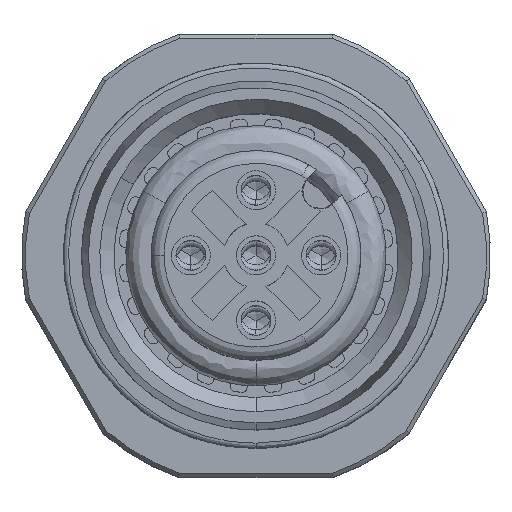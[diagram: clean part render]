
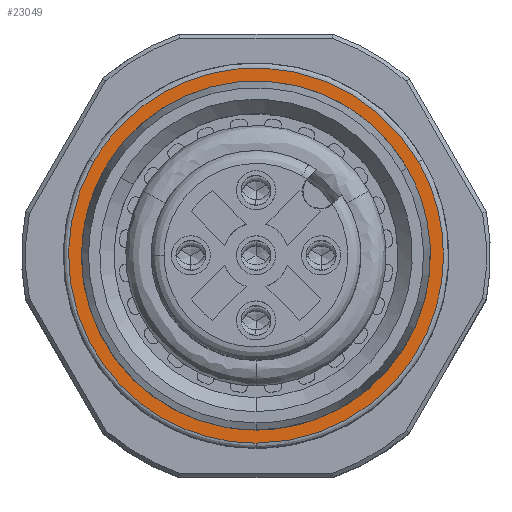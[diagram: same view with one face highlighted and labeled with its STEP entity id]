
A CAD part, top view. The second image highlights one B-rep face of the part: STEP entity #23049.
In plain terms, the highlighted planar face has unit normal (0, 0, 1).
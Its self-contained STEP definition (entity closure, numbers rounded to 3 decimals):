
#22980=AXIS2_PLACEMENT_3D('Plane Axis2P3D',#22977,#22978,#22979) ;
#22829=CARTESIAN_POINT('Vertex',(2.765,12.1,34.55)) ;
#22836=CARTESIAN_POINT('Vertex',(9.,1.3,34.55)) ;
#22840=CARTESIAN_POINT('Control Point',(2.765,12.1,34.55)) ;
#22841=CARTESIAN_POINT('Control Point',(-3.471,1.3,34.55)) ;
#22842=CARTESIAN_POINT('Control Point',(9.,1.3,34.55)) ;
#22862=CARTESIAN_POINT('Control Point',(15.235,12.1,34.55)) ;
#22863=CARTESIAN_POINT('Control Point',(9.,22.9,34.55)) ;
#22864=CARTESIAN_POINT('Control Point',(2.765,12.1,34.55)) ;
#22865=CARTESIAN_POINT('Vertex',(15.235,12.1,34.55)) ;
#22891=CARTESIAN_POINT('Control Point',(9.,1.3,34.55)) ;
#22892=CARTESIAN_POINT('Control Point',(21.471,1.3,34.55)) ;
#22893=CARTESIAN_POINT('Control Point',(15.235,12.1,34.55)) ;
#22977=CARTESIAN_POINT('Axis2P3D Location',(16.92,16.42,34.55)) ;
#22988=CARTESIAN_POINT('Control Point',(9.,1.8,34.55)) ;
#22989=CARTESIAN_POINT('Control Point',(8.324,1.8,34.55)) ;
#22990=CARTESIAN_POINT('Control Point',(7.608,1.885,34.55)) ;
#22991=CARTESIAN_POINT('Control Point',(6.871,2.076,34.55)) ;
#22992=CARTESIAN_POINT('Control Point',(5.368,2.718,34.55)) ;
#22993=CARTESIAN_POINT('Control Point',(4.058,3.845,34.55)) ;
#22994=CARTESIAN_POINT('Control Point',(3.477,4.547,34.55)) ;
#22995=CARTESIAN_POINT('Control Point',(2.561,6.156,34.55)) ;
#22996=CARTESIAN_POINT('Control Point',(2.229,7.943,34.55)) ;
#22997=CARTESIAN_POINT('Control Point',(2.224,8.848,34.55)) ;
#22998=CARTESIAN_POINT('Control Point',(2.41,10.029,34.55)) ;
#22999=CARTESIAN_POINT('Control Point',(2.799,11.065,34.55)) ;
#23000=CARTESIAN_POINT('Control Point',(2.921,11.341,34.55)) ;
#23001=CARTESIAN_POINT('Control Point',(3.055,11.602,34.55)) ;
#23002=CARTESIAN_POINT('Control Point',(3.198,11.85,34.55)) ;
#23003=CARTESIAN_POINT('Vertex',(9.,1.8,34.55)) ;
#23005=CARTESIAN_POINT('Vertex',(3.198,11.85,34.55)) ;
#23009=CARTESIAN_POINT('Control Point',(3.198,11.85,34.55)) ;
#23010=CARTESIAN_POINT('Control Point',(3.536,12.436,34.55)) ;
#23011=CARTESIAN_POINT('Control Point',(3.967,13.013,34.55)) ;
#23012=CARTESIAN_POINT('Control Point',(4.501,13.556,34.55)) ;
#23013=CARTESIAN_POINT('Control Point',(5.808,14.537,34.55)) ;
#23014=CARTESIAN_POINT('Control Point',(7.439,15.107,34.55)) ;
#23015=CARTESIAN_POINT('Control Point',(8.338,15.26,34.55)) ;
#23016=CARTESIAN_POINT('Control Point',(10.19,15.249,34.55)) ;
#23017=CARTESIAN_POINT('Control Point',(11.903,14.642,34.55)) ;
#23018=CARTESIAN_POINT('Control Point',(12.689,14.194,34.55)) ;
#23019=CARTESIAN_POINT('Control Point',(13.619,13.442,34.55)) ;
#23020=CARTESIAN_POINT('Control Point',(14.322,12.587,34.55)) ;
#23021=CARTESIAN_POINT('Control Point',(14.5,12.344,34.55)) ;
#23022=CARTESIAN_POINT('Control Point',(14.659,12.098,34.55)) ;
#23023=CARTESIAN_POINT('Control Point',(14.802,11.85,34.55)) ;
#23024=CARTESIAN_POINT('Vertex',(14.802,11.85,34.55)) ;
#23028=CARTESIAN_POINT('Control Point',(14.802,11.85,34.55)) ;
#23029=CARTESIAN_POINT('Control Point',(15.141,11.264,34.55)) ;
#23030=CARTESIAN_POINT('Control Point',(15.424,10.602,34.55)) ;
#23031=CARTESIAN_POINT('Control Point',(15.628,9.868,34.55)) ;
#23032=CARTESIAN_POINT('Control Point',(15.824,8.246,34.55)) ;
#23033=CARTESIAN_POINT('Control Point',(15.502,6.548,34.55)) ;
#23034=CARTESIAN_POINT('Control Point',(15.185,5.693,34.55)) ;
#23035=CARTESIAN_POINT('Control Point',(14.25,4.095,34.55)) ;
#23036=CARTESIAN_POINT('Control Point',(12.867,2.915,34.55)) ;
#23037=CARTESIAN_POINT('Control Point',(12.087,2.458,34.55)) ;
#23038=CARTESIAN_POINT('Control Point',(10.971,2.028,34.55)) ;
#23039=CARTESIAN_POINT('Control Point',(9.879,1.847,34.55)) ;
#23040=CARTESIAN_POINT('Control Point',(9.579,1.815,34.55)) ;
#23041=CARTESIAN_POINT('Control Point',(9.286,1.8,34.55)) ;
#23042=CARTESIAN_POINT('Control Point',(9.,1.8,34.55)) ;
#22978=DIRECTION('Axis2P3D Direction',(0.,0.,1.)) ;
#22979=DIRECTION('Axis2P3D XDirection',(-1.,0.,0.)) ;
#22983=ORIENTED_EDGE('',*,*,#22894,.T.) ;
#22984=ORIENTED_EDGE('',*,*,#22867,.T.) ;
#22985=ORIENTED_EDGE('',*,*,#22843,.T.) ;
#23045=ORIENTED_EDGE('',*,*,#23007,.T.) ;
#23046=ORIENTED_EDGE('',*,*,#23026,.T.) ;
#23047=ORIENTED_EDGE('',*,*,#23043,.T.) ;
#23048=FACE_BOUND('',#23044,.T.) ;
#23049=ADVANCED_FACE('Hauptk\X2\00F6\X0\rper',(#22986,#23048),#22981,.T.) ;
#22987=B_SPLINE_CURVE_WITH_KNOTS('',5,(#22988,#22989,#22990,#22991,#22992,#22993,#22994,#22995,#22996,#22997,#22998,#22999,#23000,#23001,#23002),.UNSPECIFIED.,.F.,.U.,(6,3,3,3,6),(0.,7.561,15.617,23.951,27.149),.UNSPECIFIED.) ;
#23008=B_SPLINE_CURVE_WITH_KNOTS('',5,(#23009,#23010,#23011,#23012,#23013,#23014,#23015,#23016,#23017,#23018,#23019,#23020,#23021,#23022,#23023),.UNSPECIFIED.,.F.,.U.,(6,3,3,3,6),(0.,7.561,15.617,23.951,27.149),.UNSPECIFIED.) ;
#23027=B_SPLINE_CURVE_WITH_KNOTS('',5,(#23028,#23029,#23030,#23031,#23032,#23033,#23034,#23035,#23036,#23037,#23038,#23039,#23040,#23041,#23042),.UNSPECIFIED.,.F.,.U.,(6,3,3,3,6),(0.,7.561,15.617,23.951,27.149),.UNSPECIFIED.) ;
#22843=EDGE_CURVE('',#22830,#22837,#22839,.T.) ;
#22867=EDGE_CURVE('',#22866,#22830,#22861,.T.) ;
#22894=EDGE_CURVE('',#22837,#22866,#22890,.T.) ;
#23007=EDGE_CURVE('',#23004,#23006,#22987,.T.) ;
#23026=EDGE_CURVE('',#23006,#23025,#23008,.T.) ;
#23043=EDGE_CURVE('',#23025,#23004,#23027,.T.) ;
#22982=EDGE_LOOP('',(#22983,#22984,#22985)) ;
#23044=EDGE_LOOP('',(#23045,#23046,#23047)) ;
#22986=FACE_OUTER_BOUND('',#22982,.T.) ;
#22981=PLANE('',#22980) ;
#22830=VERTEX_POINT('',#22829) ;
#22837=VERTEX_POINT('',#22836) ;
#22866=VERTEX_POINT('',#22865) ;
#23004=VERTEX_POINT('',#23003) ;
#23006=VERTEX_POINT('',#23005) ;
#23025=VERTEX_POINT('',#23024) ;
#22839=(BOUNDED_CURVE()B_SPLINE_CURVE(2,(#22840,#22841,#22842),.UNSPECIFIED.,.F.,.U.)B_SPLINE_CURVE_WITH_KNOTS((3,3),(50.807,76.21),.UNSPECIFIED.)CURVE()GEOMETRIC_REPRESENTATION_ITEM()RATIONAL_B_SPLINE_CURVE((1.,0.5,1.))REPRESENTATION_ITEM('')) ;
#22861=(BOUNDED_CURVE()B_SPLINE_CURVE(2,(#22862,#22863,#22864),.UNSPECIFIED.,.F.,.U.)B_SPLINE_CURVE_WITH_KNOTS((3,3),(25.403,50.807),.UNSPECIFIED.)CURVE()GEOMETRIC_REPRESENTATION_ITEM()RATIONAL_B_SPLINE_CURVE((1.,0.5,1.))REPRESENTATION_ITEM('')) ;
#22890=(BOUNDED_CURVE()B_SPLINE_CURVE(2,(#22891,#22892,#22893),.UNSPECIFIED.,.F.,.U.)B_SPLINE_CURVE_WITH_KNOTS((3,3),(0.,25.403),.UNSPECIFIED.)CURVE()GEOMETRIC_REPRESENTATION_ITEM()RATIONAL_B_SPLINE_CURVE((1.,0.5,1.))REPRESENTATION_ITEM('')) ;
